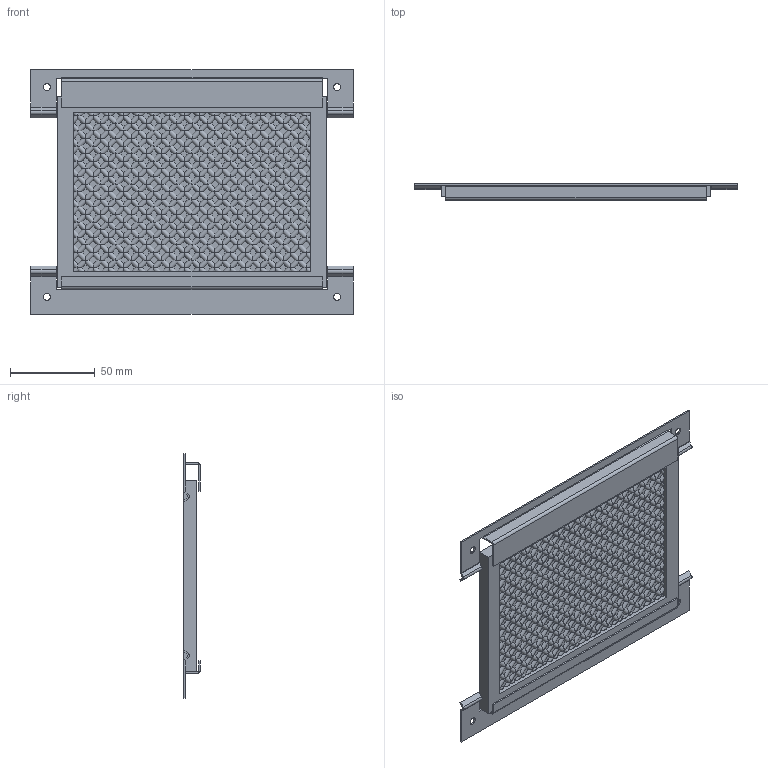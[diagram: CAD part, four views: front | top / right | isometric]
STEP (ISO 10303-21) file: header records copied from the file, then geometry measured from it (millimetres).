
FILE_DESCRIPTION (( 'STEP AP203' ), '1' );
FILE_NAME ('SCE-FLT64.step', '2021-02-09T22:16:58', ( 'ADC123' ), ( 'Microsoft' ), 'SwSTEP 2.0', 'SolidWorks 2019', '' );
FILE_SCHEMA (( 'CONFIG_CONTROL_DESIGN' ));
Products named in the file (1): SCE-FLT64
Bounding box: 190.5 x 9.75 x 144.45 mm (x, y, z)
Volume: 75468.6 mm3; surface area: 72247 mm2
Topology: 3 solids, 3 shells, 2200 faces, 5916 edges, 3724 vertices
Faces by surface type: cylinder 1436, plane 764
Full cylindrical faces by diameter (mm): 4.216 x4
Entity records: 66607 total; most frequent: CARTESIAN_POINT 20429, ORIENTED_EDGE 11824, DIRECTION 7506, EDGE_CURVE 5912, VERTEX_POINT 3724, LINE 2992, VECTOR 2992, AXIS2_PLACEMENT_3D 2257
